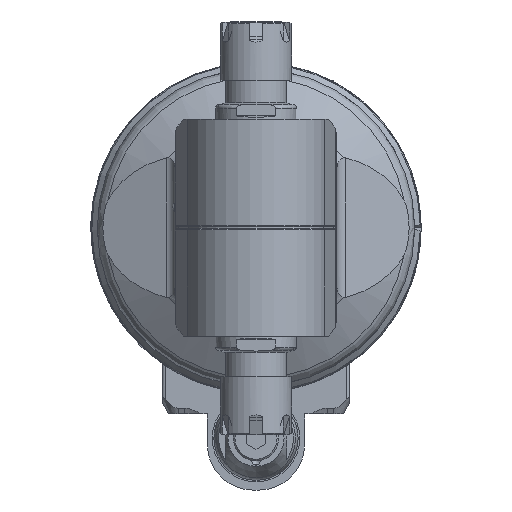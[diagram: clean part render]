
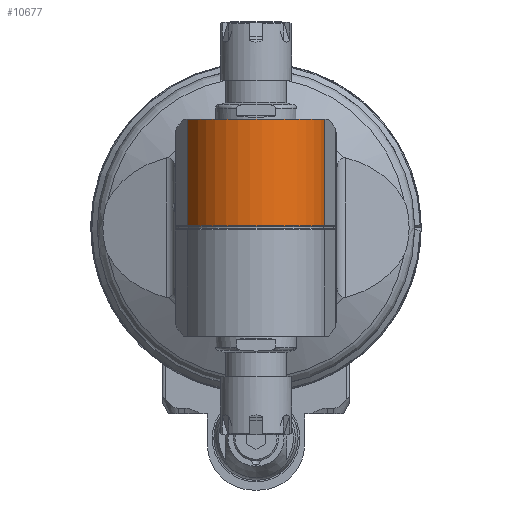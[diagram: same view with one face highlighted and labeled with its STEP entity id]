
A CAD part, front view. The second image highlights one B-rep face of the part: STEP entity #10677.
In plain terms, the highlighted cylindrical face has radius 22 mm (diameter 44 mm), a partial arc.
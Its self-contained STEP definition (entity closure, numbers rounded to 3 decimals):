
#899=FACE_OUTER_BOUND('',#1566,.T.);
#1566=EDGE_LOOP('',(#7332,#7333,#7334,#7335));
#2354=LINE('',#16443,#3102);
#2364=LINE('',#16502,#3112);
#3102=VECTOR('',#12822,32.834);
#3112=VECTOR('',#12864,32.834);
#3836=CIRCLE('',#11385,22.);
#3861=CIRCLE('',#11437,22.);
#4467=VERTEX_POINT('',#16165);
#4468=VERTEX_POINT('',#16167);
#4516=VERTEX_POINT('',#16441);
#4526=VERTEX_POINT('',#16496);
#5547=EDGE_CURVE('',#4467,#4468,#3836,.T.);
#5611=EDGE_CURVE('',#4467,#4516,#2354,.T.);
#5628=EDGE_CURVE('',#4526,#4516,#3861,.T.);
#5631=EDGE_CURVE('',#4526,#4468,#2364,.T.);
#7332=ORIENTED_EDGE('',*,*,#5628,.F.);
#7333=ORIENTED_EDGE('',*,*,#5631,.T.);
#7334=ORIENTED_EDGE('',*,*,#5547,.F.);
#7335=ORIENTED_EDGE('',*,*,#5611,.T.);
#10491=CYLINDRICAL_SURFACE('',#11439,22.);
#10677=ADVANCED_FACE('',(#899),#10491,.T.);
#11385=AXIS2_PLACEMENT_3D('',#16168,#12731,#12732);
#11437=AXIS2_PLACEMENT_3D('',#16497,#12857,#12858);
#11439=AXIS2_PLACEMENT_3D('',#16501,#12862,#12863);
#12731=DIRECTION('center_axis',(0.,-1.,0.));
#12732=DIRECTION('ref_axis',(0.259,0.,-0.966));
#12822=DIRECTION('',(0.,1.,0.));
#12857=DIRECTION('center_axis',(0.,1.,0.));
#12858=DIRECTION('ref_axis',(0.259,0.,0.966));
#12862=DIRECTION('center_axis',(0.,1.,0.));
#12863=DIRECTION('ref_axis',(1.,0.,0.));
#12864=DIRECTION('',(0.,-1.,0.));
#16165=CARTESIAN_POINT('',(185.694,-33.5,-21.25));
#16167=CARTESIAN_POINT('',(185.694,-33.5,21.25));
#16168=CARTESIAN_POINT('Origin',(180.,-33.5,0.));
#16441=CARTESIAN_POINT('',(185.694,-0.666,-21.25));
#16443=CARTESIAN_POINT('',(185.694,-33.5,-21.25));
#16496=CARTESIAN_POINT('',(185.694,-0.666,21.25));
#16497=CARTESIAN_POINT('Origin',(180.,-0.666,0.));
#16501=CARTESIAN_POINT('Origin',(180.,-71.538,0.));
#16502=CARTESIAN_POINT('',(185.694,-0.666,21.25));
